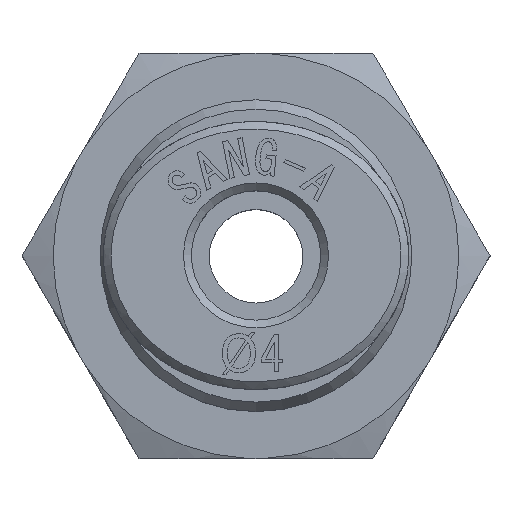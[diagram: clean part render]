
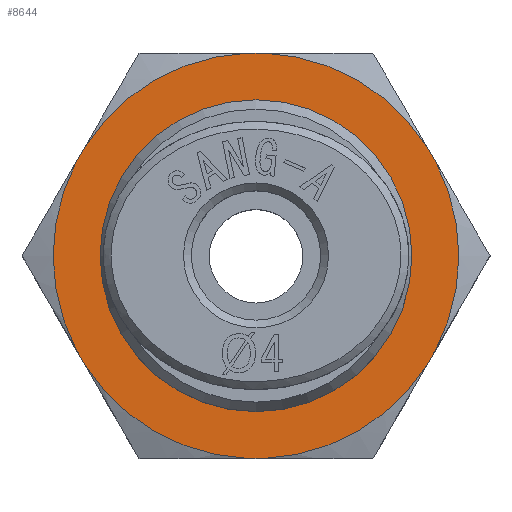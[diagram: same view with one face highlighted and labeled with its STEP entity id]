
A CAD part, top view. The second image highlights one B-rep face of the part: STEP entity #8644.
In plain terms, the highlighted face is planar.
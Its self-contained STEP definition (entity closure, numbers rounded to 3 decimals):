
#5148=CARTESIAN_POINT('',(6.5,13.3,-0.269));
#5149=VERTEX_POINT('',#5148);
#5163=CARTESIAN_POINT('',(6.5,13.3,0.269));
#5164=VERTEX_POINT('',#5163);
#5165=CARTESIAN_POINT('',(6.5,13.3,0.269));
#5166=DIRECTION('',(0.0,0.0,-1.0));
#5167=VECTOR('',#5166,0.537);
#5168=LINE('',#5165,#5167);
#5169=EDGE_CURVE('',#5164,#5149,#5168,.T.);
#7620=CARTESIAN_POINT('',(-6.5,13.3,0.269));
#7621=VERTEX_POINT('',#7620);
#7635=CARTESIAN_POINT('',(-6.5,13.3,-0.269));
#7636=VERTEX_POINT('',#7635);
#7637=CARTESIAN_POINT('',(-6.5,13.3,-0.269));
#7638=DIRECTION('',(0.0,0.0,1.0));
#7639=VECTOR('',#7638,0.537);
#7640=LINE('',#7637,#7639);
#7641=EDGE_CURVE('',#7636,#7621,#7640,.T.);
#8253=CARTESIAN_POINT('',(-3.017,13.3,5.764));
#8254=VERTEX_POINT('',#8253);
#8268=CARTESIAN_POINT('',(-3.483,13.3,5.495));
#8269=VERTEX_POINT('',#8268);
#8270=CARTESIAN_POINT('',(-3.483,13.3,5.495));
#8271=DIRECTION('',(0.866,0.0,0.5));
#8272=VECTOR('',#8271,0.537);
#8273=LINE('',#8270,#8272);
#8274=EDGE_CURVE('',#8269,#8254,#8273,.T.);
#8307=CARTESIAN_POINT('',(3.483,13.3,5.495));
#8308=VERTEX_POINT('',#8307);
#8322=CARTESIAN_POINT('',(3.017,13.3,5.764));
#8323=VERTEX_POINT('',#8322);
#8324=CARTESIAN_POINT('',(3.017,13.3,5.764));
#8325=DIRECTION('',(0.866,0.0,-0.5));
#8326=VECTOR('',#8325,0.537);
#8327=LINE('',#8324,#8326);
#8328=EDGE_CURVE('',#8323,#8308,#8327,.T.);
#8363=CARTESIAN_POINT('',(-3.483,13.3,-5.495));
#8364=VERTEX_POINT('',#8363);
#8378=CARTESIAN_POINT('',(-3.017,13.3,-5.764));
#8379=VERTEX_POINT('',#8378);
#8380=CARTESIAN_POINT('',(-3.017,13.3,-5.764));
#8381=DIRECTION('',(-0.866,0.0,0.5));
#8382=VECTOR('',#8381,0.537);
#8383=LINE('',#8380,#8382);
#8384=EDGE_CURVE('',#8379,#8364,#8383,.T.);
#8431=CARTESIAN_POINT('',(3.017,13.3,-5.764));
#8432=VERTEX_POINT('',#8431);
#8446=CARTESIAN_POINT('',(3.483,13.3,-5.495));
#8447=VERTEX_POINT('',#8446);
#8448=CARTESIAN_POINT('',(3.483,13.3,-5.495));
#8449=DIRECTION('',(-0.866,0.0,-0.5));
#8450=VECTOR('',#8449,0.537);
#8451=LINE('',#8448,#8450);
#8452=EDGE_CURVE('',#8447,#8432,#8451,.T.);
#8500=CARTESIAN_POINT('',(0.0,13.3,0.0));
#8501=DIRECTION('',(0.0,1.0,0.0));
#8502=DIRECTION('',(0.0,0.0,-1.0));
#8503=AXIS2_PLACEMENT_3D('',#8500,#8501,#8502);
#8504=CIRCLE('',#8503,6.506);
#8505=EDGE_CURVE('',#8364,#7636,#8504,.T.);
#8517=CARTESIAN_POINT('',(0.0,13.3,0.0));
#8518=DIRECTION('',(0.0,1.0,0.0));
#8519=DIRECTION('',(0.0,0.0,-1.0));
#8520=AXIS2_PLACEMENT_3D('',#8517,#8518,#8519);
#8521=CIRCLE('',#8520,6.506);
#8522=EDGE_CURVE('',#8432,#8379,#8521,.T.);
#8534=CARTESIAN_POINT('',(0.0,13.3,0.0));
#8535=DIRECTION('',(0.0,1.0,0.0));
#8536=DIRECTION('',(0.0,0.0,-1.0));
#8537=AXIS2_PLACEMENT_3D('',#8534,#8535,#8536);
#8538=CIRCLE('',#8537,6.506);
#8539=EDGE_CURVE('',#5149,#8447,#8538,.T.);
#8551=CARTESIAN_POINT('',(0.0,13.3,0.0));
#8552=DIRECTION('',(0.0,1.0,0.0));
#8553=DIRECTION('',(0.0,0.0,-1.0));
#8554=AXIS2_PLACEMENT_3D('',#8551,#8552,#8553);
#8555=CIRCLE('',#8554,6.506);
#8556=EDGE_CURVE('',#8308,#5164,#8555,.T.);
#8568=CARTESIAN_POINT('',(0.0,13.3,0.0));
#8569=DIRECTION('',(0.0,1.0,0.0));
#8570=DIRECTION('',(0.0,0.0,-1.0));
#8571=AXIS2_PLACEMENT_3D('',#8568,#8569,#8570);
#8572=CIRCLE('',#8571,6.506);
#8573=EDGE_CURVE('',#8254,#8323,#8572,.T.);
#8586=CARTESIAN_POINT('',(0.0,13.3,0.0));
#8587=DIRECTION('',(0.0,1.0,0.0));
#8588=DIRECTION('',(0.0,0.0,-1.0));
#8589=AXIS2_PLACEMENT_3D('',#8586,#8587,#8588);
#8590=CIRCLE('',#8589,6.506);
#8591=EDGE_CURVE('',#7621,#8269,#8590,.T.);
#8614=CARTESIAN_POINT('',(0.,13.3,0.));
#8615=DIRECTION('',(0.0,1.0,0.0));
#8616=DIRECTION('',(0.0,0.0,1.0));
#8617=AXIS2_PLACEMENT_3D('',#8614,#8615,#8616);
#8618=PLANE('',#8617);
#8619=ORIENTED_EDGE('',*,*,#8591,.T.);
#8620=ORIENTED_EDGE('',*,*,#8274,.T.);
#8621=ORIENTED_EDGE('',*,*,#8573,.T.);
#8622=ORIENTED_EDGE('',*,*,#8328,.T.);
#8623=ORIENTED_EDGE('',*,*,#8556,.T.);
#8624=ORIENTED_EDGE('',*,*,#5169,.T.);
#8625=ORIENTED_EDGE('',*,*,#8539,.T.);
#8626=ORIENTED_EDGE('',*,*,#8452,.T.);
#8627=ORIENTED_EDGE('',*,*,#8522,.T.);
#8628=ORIENTED_EDGE('',*,*,#8384,.T.);
#8629=ORIENTED_EDGE('',*,*,#8505,.T.);
#8630=ORIENTED_EDGE('',*,*,#7641,.T.);
#8631=EDGE_LOOP('',(#8619,#8620,#8621,#8622,#8623,#8624,#8625,#8626,#8627,#8628,#8629,#8630));
#8632=FACE_OUTER_BOUND('',#8631,.T.);
#8633=CARTESIAN_POINT('',(-5.,13.3,0.0));
#8634=VERTEX_POINT('',#8633);
#8635=CARTESIAN_POINT('',(0.,13.3,0.0));
#8636=DIRECTION('',(0.0,1.0,0.0));
#8637=DIRECTION('',(-1.0,0.0,0.0));
#8638=AXIS2_PLACEMENT_3D('',#8635,#8636,#8637);
#8639=CIRCLE('',#8638,5.);
#8640=EDGE_CURVE('',#8634,#8634,#8639,.T.);
#8641=ORIENTED_EDGE('',*,*,#8640,.F.);
#8642=EDGE_LOOP('',(#8641));
#8643=FACE_BOUND('',#8642,.T.);
#8644=ADVANCED_FACE('',(#8632,#8643),#8618,.T.);
